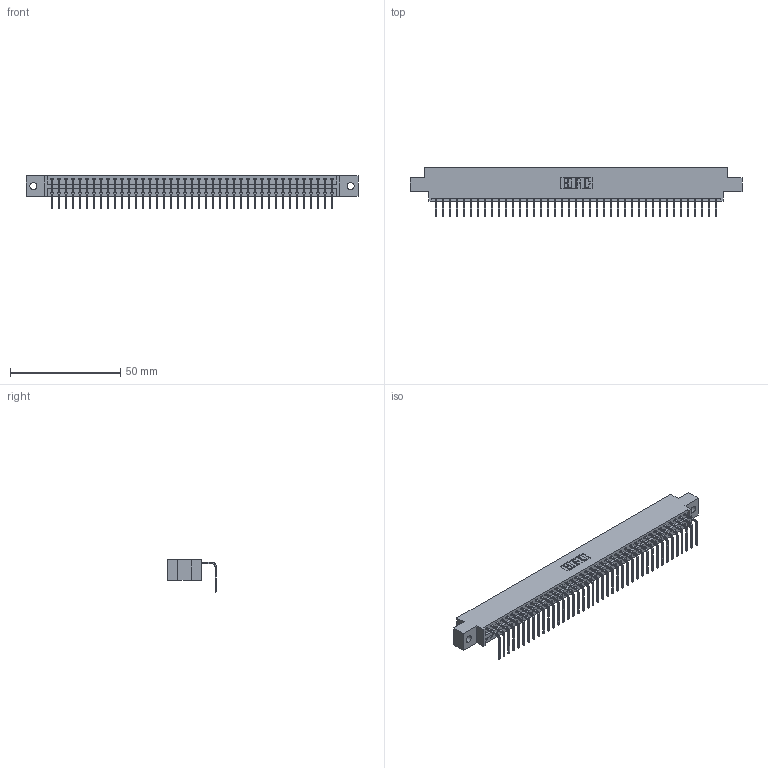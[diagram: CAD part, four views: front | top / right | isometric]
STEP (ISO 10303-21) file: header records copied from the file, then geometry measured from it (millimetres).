
FILE_DESCRIPTION (( 'STEP AP203' ), '1' );
FILE_NAME ('346-041-558-602.STEP', '2022-05-09T13:40:57', ( '' ), ( '' ), 'SwSTEP 2.0', 'SolidWorks 2020', '' );
FILE_SCHEMA (( 'CONFIG_CONTROL_DESIGN' ));
Length unit declared in the file: inch
Products named in the file (3): 346 Part_0.170 Offset - 0.128 Dia; 345-292-001_558 Tail - 2; 346-041-558-602
Assembly tree (42 placements, depth 2):
  346-041-558-602
    346 Part_0.170 Offset - 0.128 Dia
    345-292-001_558 Tail - 2  x41
Bounding box: 150.75 x 22.16 x 14.73 mm (x, y, z)
Volume: 14368.4 mm3; surface area: 18651.9 mm2
Topology: 42 solids, 42 shells, 2586 faces, 7803 edges, 5146 vertices
Faces by surface type: plane 1802, cylinder 784
Entity records: 25799 total; most frequent: CARTESIAN_POINT 4431, ORIENTED_EDGE 4406, DIRECTION 3909, EDGE_CURVE 2203, VECTOR 1907, LINE 1907, VERTEX_POINT 1466, AXIS2_PLACEMENT_3D 1001
